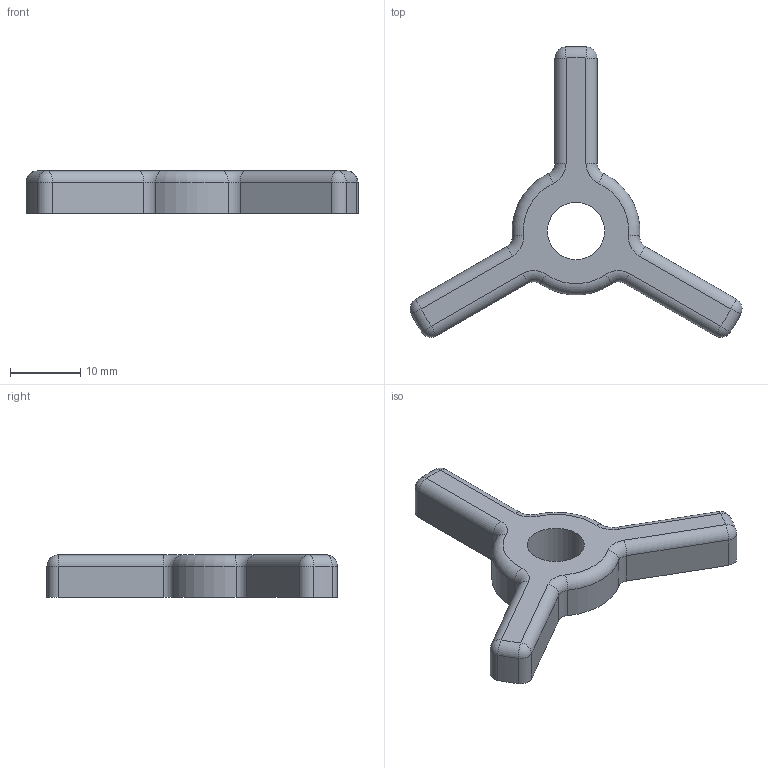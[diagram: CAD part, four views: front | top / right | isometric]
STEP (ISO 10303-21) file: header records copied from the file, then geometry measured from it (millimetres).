
FILE_DESCRIPTION((''),'2;1');
FILE_NAME('ALLIGNER.ipt.step','2013-12-08T06:21:54',(''),(''),'Autodesk Inventor 2013','Autodesk Inventor 2013','');
FILE_SCHEMA(('AUTOMOTIVE_DESIGN { 1 0 10303 214 1 1 1 1 }'));
Length unit declared in the file: inch
Products named in the file (1): ALLIGNER
Bounding box: 47.1 x 41.25 x 6 mm (x, y, z)
Volume: 3004.7 mm3; surface area: 2014 mm2
Topology: 1 solids, 1 shells, 51 faces, 117 edges, 68 vertices
Faces by surface type: cylinder 25, torus 12, plane 8, sphere 6
Full cylindrical faces by diameter (mm): 8.138 x1
Entity records: 1472 total; most frequent: DIRECTION 294, CARTESIAN_POINT 236, ORIENTED_EDGE 232, AXIS2_PLACEMENT_3D 126, EDGE_CURVE 116, CIRCLE 74, VERTEX_POINT 68, EDGE_LOOP 54
